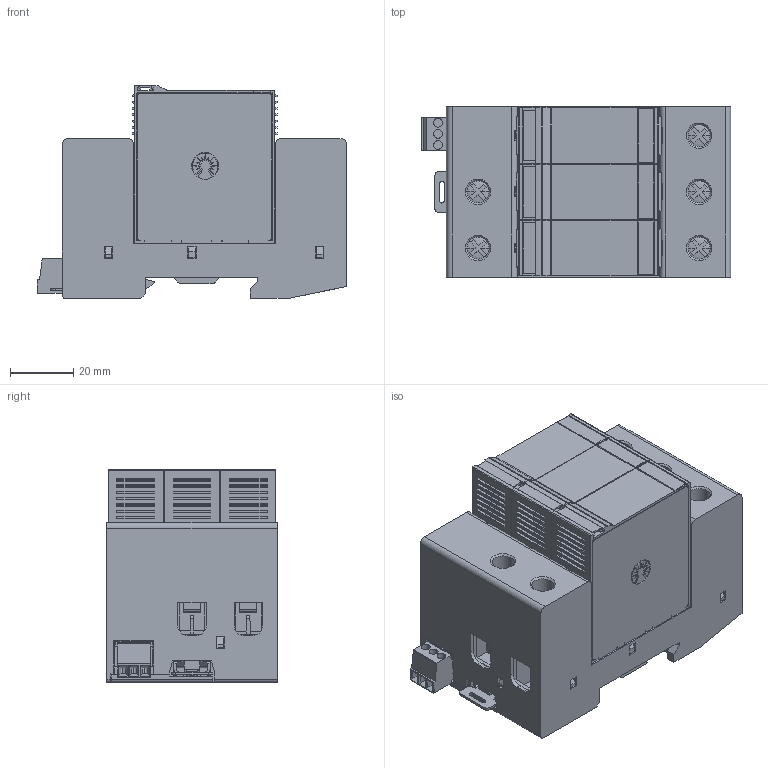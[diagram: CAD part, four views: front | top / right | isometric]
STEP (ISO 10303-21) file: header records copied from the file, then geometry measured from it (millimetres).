
FILE_DESCRIPTION(('Creo Elements/Direct Modeling STEP Export'),'2;1');
FILE_NAME('DS43S.stp','2012-10-11T 9:42:14',(''),(''),'Creo Elements/Direct Modeling STEP processor for AP214 (Solid Model)','Creo Elements/Direct Modeling 18.1A 09-Jun-2012 (C) Parametric Technology GmbH','');
FILE_SCHEMA(('AUTOMOTIVE_DESIGN { 1 0 10303 214 1 1 1 1 }'));
Length unit declared in the file: millimetre
Products named in the file (20): couvercle; vism5_12; vism5_12_2; double-terre; neutre; ligne1; connexion-DS40; PTB350B-00-03-3; PTB350S-05-03-3; signalisation; ressort_travail; agrafe; DSB3S; label; boitier_dsm; fenêtre; DSM40; DS43S
Assembly tree (22 placements, depth 5):
  DS43S
    DSM40  x3
      fenêtre
      boitier_dsm
      label
    DSB3S
      agrafe
      ressort_travail
      signalisation
        PTB350S-05-03-3
        PTB350B-00-03-3
      connexion-DS40
        ligne1  x2
          vism5_12
        neutre
          vism5_12
        double-terre
          vism5_12_2
          vism5_12
      couvercle
Bounding box: 97.95 x 54 x 67.4 mm (x, y, z)
Volume: 76945.6 mm3; surface area: 127082.8 mm2
Topology: 19 solids, 19 shells, 2480 faces, 6932 edges, 4549 vertices
Faces by surface type: plane 2103, cylinder 308, cone 44, sphere 12, torus 11, bspline 2
Entity records: 64480 total; most frequent: CARTESIAN_POINT 16671, ORIENTED_EDGE 10398, DIRECTION 8749, EDGE_CURVE 5199, VECTOR 4471, LINE 4471, VERTEX_POINT 3413, AXIS2_PLACEMENT_3D 2139
